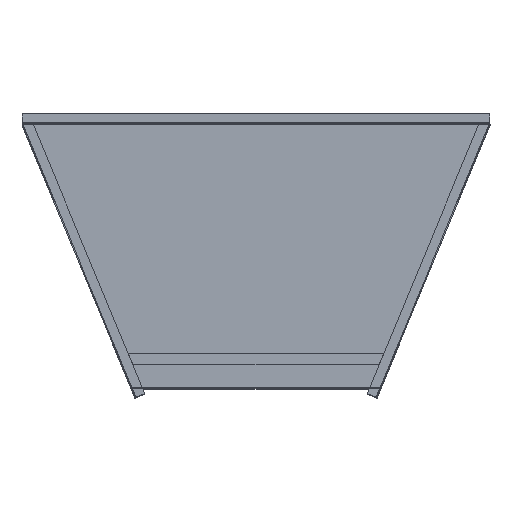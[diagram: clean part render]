
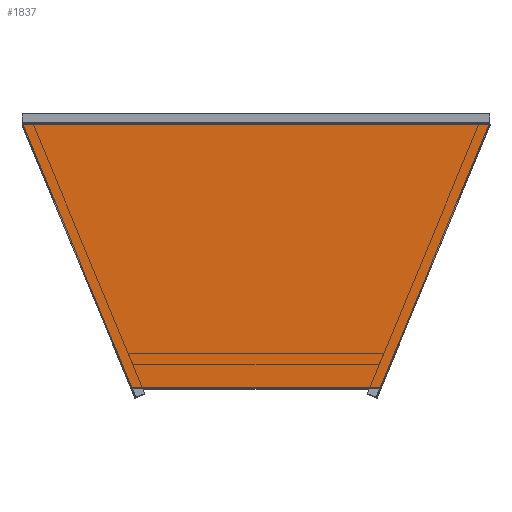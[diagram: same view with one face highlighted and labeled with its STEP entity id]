
A CAD part, top view. The second image highlights one B-rep face of the part: STEP entity #1837.
In plain terms, the highlighted planar face has unit normal (0, 0, 1).
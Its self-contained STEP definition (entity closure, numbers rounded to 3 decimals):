
#1837=ADVANCED_FACE('',(#6255),#6257,.T.);
#6255=FACE_BOUND('',#6256,.T.);
#6256=EDGE_LOOP('',(#10400,#10401,#10402,#10403));
#6257=PLANE('',#6258);
#6258=AXIS2_PLACEMENT_3D('',#6259,#6260,#6261);
#6259=CARTESIAN_POINT('',(-487.5,551.327,325.));
#6260=DIRECTION('',(0.,0.,1.));
#6261=DIRECTION('',(0.,-1.,0.));
#10400=ORIENTED_EDGE('',*,*,#13232,.F.);
#10401=ORIENTED_EDGE('',*,*,#13282,.T.);
#10402=ORIENTED_EDGE('',*,*,#13209,.F.);
#10403=ORIENTED_EDGE('',*,*,#13254,.F.);
#13209=EDGE_CURVE('',#15037,#15192,#15197,.T.);
#13232=EDGE_CURVE('',#15240,#15050,#15242,.T.);
#13254=EDGE_CURVE('',#15050,#15037,#15284,.T.);
#13282=EDGE_CURVE('',#15240,#15192,#15315,.T.);
#15037=VERTEX_POINT('',#18525);
#15050=VERTEX_POINT('',#18552);
#15192=VERTEX_POINT('',#18877);
#15197=LINE('',#18889,#18890);
#15240=VERTEX_POINT('',#18986);
#15242=LINE('',#18991,#18992);
#15284=LINE('',#19087,#19088);
#15315=LINE('',#19176,#19177);
#18525=CARTESIAN_POINT('',(486.235,551.327,325.));
#18552=CARTESIAN_POINT('',(-486.235,551.327,325.));
#18877=CARTESIAN_POINT('',(259.129,3.,325.));
#18889=CARTESIAN_POINT('',(486.235,551.327,325.));
#18890=VECTOR('',#18891,1.);
#18891=DIRECTION('',(-0.383,-0.924,0.));
#18986=CARTESIAN_POINT('',(-259.129,3.,325.));
#18991=CARTESIAN_POINT('',(-259.129,3.,325.));
#18992=VECTOR('',#18993,1.);
#18993=DIRECTION('',(-0.383,0.924,0.));
#19087=CARTESIAN_POINT('',(-486.235,551.327,325.));
#19088=VECTOR('',#19089,1.);
#19089=DIRECTION('',(1.,0.,0.));
#19176=CARTESIAN_POINT('',(-259.129,3.,325.));
#19177=VECTOR('',#19178,1.);
#19178=DIRECTION('',(1.,0.,0.));
